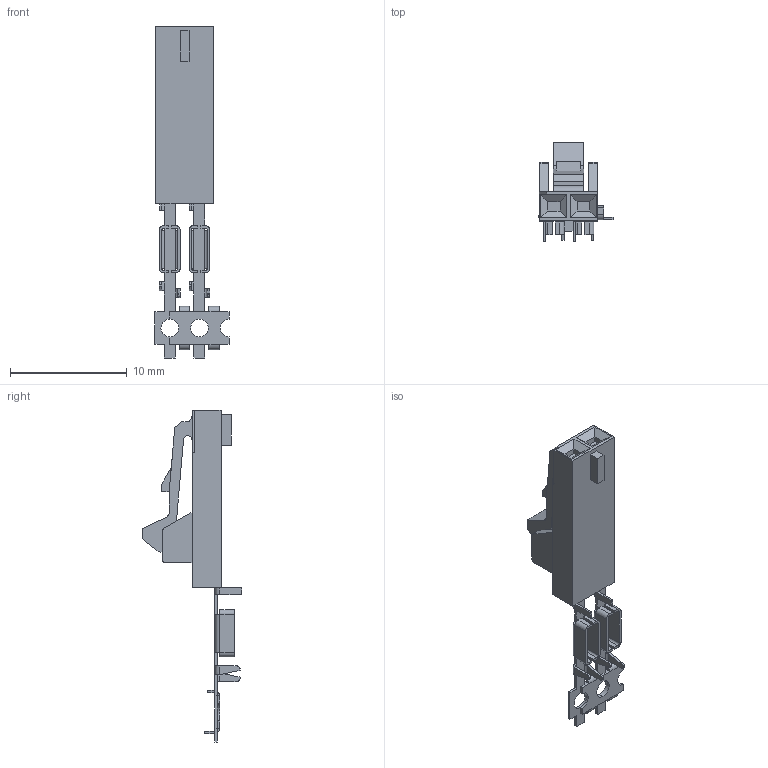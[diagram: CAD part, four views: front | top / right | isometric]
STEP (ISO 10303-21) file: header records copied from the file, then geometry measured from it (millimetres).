
FILE_DESCRIPTION((''),'2;1');
FILE_NAME('C-5-103960-1','2008-01-02T',('workeradm'),('Tyco Electronics Corporation'),'PRO/ENGINEER BY PARAMETRIC TECHNOLOGY CORPORATION, 2005450','PRO/ENGINEER BY PARAMETRIC TECHNOLOGY CORPORATION, 2005450','');
FILE_SCHEMA(('CONFIG_CONTROL_DESIGN', 'GEOMETRIC_VALIDATION_PROPERTIES_MIM'));
Length unit declared in the file: millimetre
Products named in the file (1): C-5-103960-1
Bounding box: 6.35 x 8.48 x 28.45 mm (x, y, z)
Volume: 250.8 mm3; surface area: 602.1 mm2
Topology: 1 solids, 1 shells, 276 faces, 717 edges, 446 vertices
Faces by surface type: plane 215, cylinder 61
Entity records: 8400 total; most frequent: CARTESIAN_POINT 1454, ORIENTED_EDGE 1434, DIRECTION 1389, EDGE_CURVE 717, VECTOR 581, LINE 581, VERTEX_POINT 446, AXIS2_PLACEMENT_3D 404
